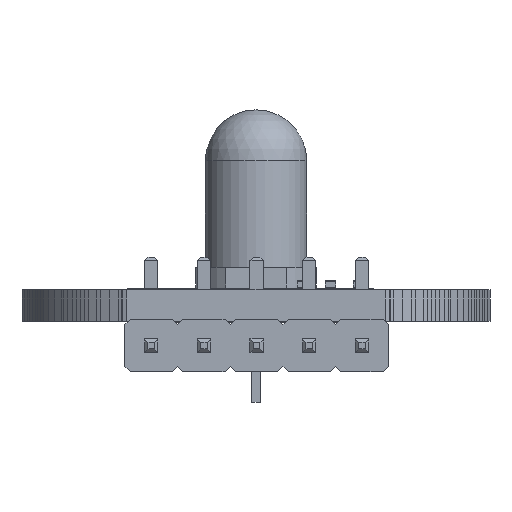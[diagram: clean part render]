
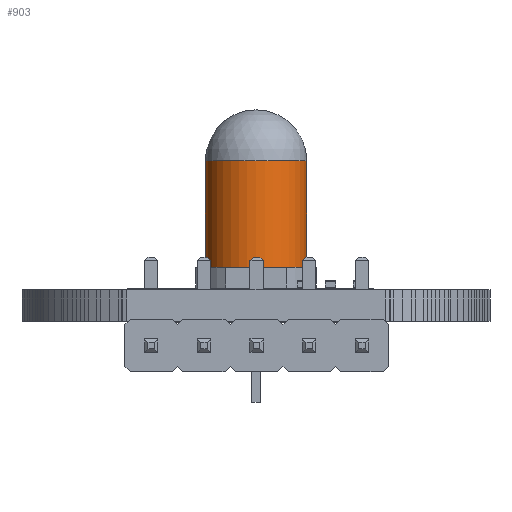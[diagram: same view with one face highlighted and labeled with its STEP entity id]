
A CAD part, front view. The second image highlights one B-rep face of the part: STEP entity #903.
In plain terms, the highlighted cylindrical face has radius 2.45 mm (diameter 4.9 mm), a full revolution.
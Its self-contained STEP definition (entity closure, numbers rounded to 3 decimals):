
#881 = VERTEX_POINT('',#882);
#882 = CARTESIAN_POINT('',(3.72,0.,9.15));
#892 = EDGE_CURVE('',#881,#881,#893,.T.);
#893 = CIRCLE('',#894,2.45);
#894 = AXIS2_PLACEMENT_3D('',#895,#896,#897);
#895 = CARTESIAN_POINT('',(1.27,0.,9.15));
#896 = DIRECTION('',(0.,0.,-1.));
#897 = DIRECTION('',(1.,0.,0.));
#903 = ADVANCED_FACE('',(#904),#923,.T.);
#904 = FACE_BOUND('',#905,.T.);
#905 = EDGE_LOOP('',(#906,#914,#915,#916));
#906 = ORIENTED_EDGE('',*,*,#907,.F.);
#907 = EDGE_CURVE('',#881,#908,#910,.T.);
#908 = VERTEX_POINT('',#909);
#909 = CARTESIAN_POINT('',(3.72,0.,4.));
#910 = LINE('',#911,#912);
#911 = CARTESIAN_POINT('',(3.72,0.,9.15));
#912 = VECTOR('',#913,1.);
#913 = DIRECTION('',(0.,0.,-1.));
#914 = ORIENTED_EDGE('',*,*,#892,.T.);
#915 = ORIENTED_EDGE('',*,*,#907,.T.);
#916 = ORIENTED_EDGE('',*,*,#917,.F.);
#917 = EDGE_CURVE('',#908,#908,#918,.T.);
#918 = CIRCLE('',#919,2.45);
#919 = AXIS2_PLACEMENT_3D('',#920,#921,#922);
#920 = CARTESIAN_POINT('',(1.27,0.,4.));
#921 = DIRECTION('',(0.,0.,-1.));
#922 = DIRECTION('',(1.,0.,0.));
#923 = CYLINDRICAL_SURFACE('',#924,2.45);
#924 = AXIS2_PLACEMENT_3D('',#925,#926,#927);
#925 = CARTESIAN_POINT('',(1.27,0.,9.15));
#926 = DIRECTION('',(0.,0.,-1.));
#927 = DIRECTION('',(1.,0.,0.));
